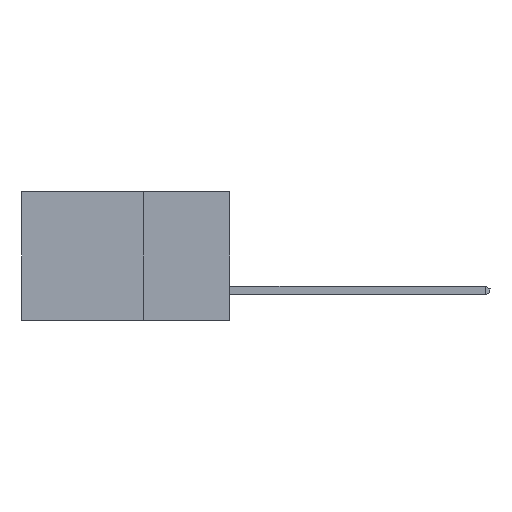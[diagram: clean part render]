
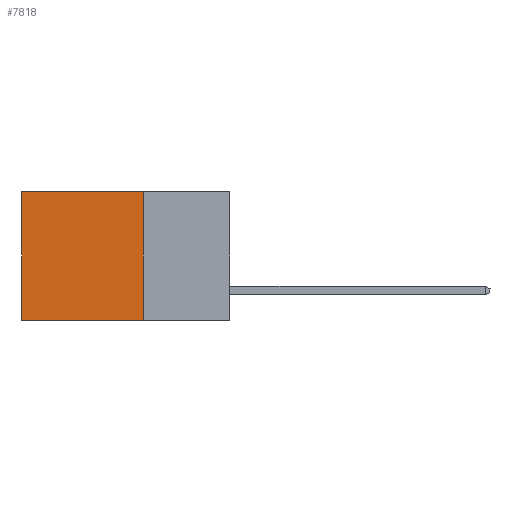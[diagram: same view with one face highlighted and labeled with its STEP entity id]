
A CAD part, left-side view. The second image highlights one B-rep face of the part: STEP entity #7818.
In plain terms, the highlighted planar face has unit normal (-1, 0, 0).
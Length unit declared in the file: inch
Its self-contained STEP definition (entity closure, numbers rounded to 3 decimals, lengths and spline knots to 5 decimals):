
#47 = EDGE_LOOP ( 'NONE', ( #3448, #9610, #4794, #12690 ) ) ;
#203 = LINE ( 'NONE', #2939, #11709 ) ;
#268 = VECTOR ( 'NONE', #477, 39.37008 ) ;
#477 = DIRECTION ( 'NONE',  ( 0., 0., -1. ) ) ;
#654 = CARTESIAN_POINT ( 'NONE',  ( 0.298, 0.25, -0.37 ) ) ;
#1477 = VERTEX_POINT ( 'NONE', #8586 ) ;
#1492 = DIRECTION ( 'NONE',  ( 0., 0., -1. ) ) ;
#2128 = VECTOR ( 'NONE', #15227, 39.37008 ) ;
#2666 = PLANE ( 'NONE',  #12311 ) ;
#2849 = VERTEX_POINT ( 'NONE', #13611 ) ;
#2939 = CARTESIAN_POINT ( 'NONE',  ( 0.298, 0.25, 0. ) ) ;
#3300 = LINE ( 'NONE', #14485, #7274 ) ;
#3448 = ORIENTED_EDGE ( 'NONE', *, *, #5446, .T. ) ;
#3538 = EDGE_CURVE ( 'NONE', #2849, #9518, #3300, .T. ) ;
#3937 = DIRECTION ( 'NONE',  ( 1., 0., 0. ) ) ;
#4794 = ORIENTED_EDGE ( 'NONE', *, *, #3538, .F. ) ;
#5446 = EDGE_CURVE ( 'NONE', #5841, #1477, #9879, .T. ) ;
#5841 = VERTEX_POINT ( 'NONE', #7011 ) ;
#6482 = CARTESIAN_POINT ( 'NONE',  ( 0.298, 0.6, 0. ) ) ;
#7011 = CARTESIAN_POINT ( 'NONE',  ( 0.298, 0.6, 0. ) ) ;
#7274 = VECTOR ( 'NONE', #10766, 39.37008 ) ;
#7818 = ADVANCED_FACE ( 'NONE', ( #9888 ), #2666, .F. ) ;
#8586 = CARTESIAN_POINT ( 'NONE',  ( 0.298, 0.6, -0.37 ) ) ;
#9518 = VERTEX_POINT ( 'NONE', #15012 ) ;
#9610 = ORIENTED_EDGE ( 'NONE', *, *, #12706, .F. ) ;
#9726 = EDGE_CURVE ( 'NONE', #2849, #5841, #203, .T. ) ;
#9879 = LINE ( 'NONE', #6482, #268 ) ;
#9888 = FACE_OUTER_BOUND ( 'NONE', #47, .T. ) ;
#10766 = DIRECTION ( 'NONE',  ( 0., 0., -1. ) ) ;
#11709 = VECTOR ( 'NONE', #12625, 39.37008 ) ;
#11739 = LINE ( 'NONE', #654, #2128 ) ;
#12311 = AXIS2_PLACEMENT_3D ( 'NONE', #14738, #3937, #1492 ) ;
#12625 = DIRECTION ( 'NONE',  ( 0., 1., 0. ) ) ;
#12690 = ORIENTED_EDGE ( 'NONE', *, *, #9726, .T. ) ;
#12706 = EDGE_CURVE ( 'NONE', #9518, #1477, #11739, .T. ) ;
#13611 = CARTESIAN_POINT ( 'NONE',  ( 0.298, 0.25, 0. ) ) ;
#14485 = CARTESIAN_POINT ( 'NONE',  ( 0.298, 0.25, 0. ) ) ;
#14738 = CARTESIAN_POINT ( 'NONE',  ( 0.298, 0.25, 0. ) ) ;
#15012 = CARTESIAN_POINT ( 'NONE',  ( 0.298, 0.25, -0.37 ) ) ;
#15227 = DIRECTION ( 'NONE',  ( 0., 1., 0. ) ) ;
